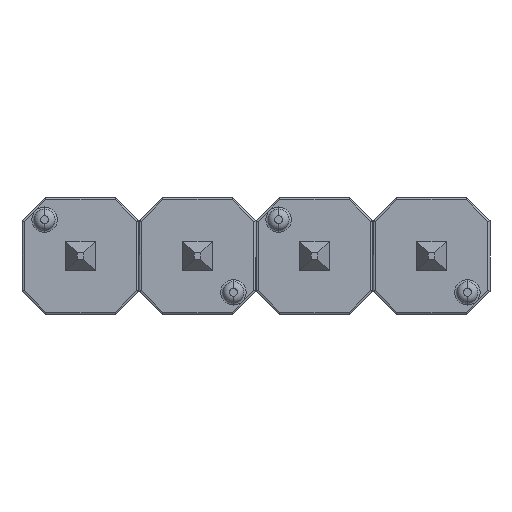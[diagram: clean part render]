
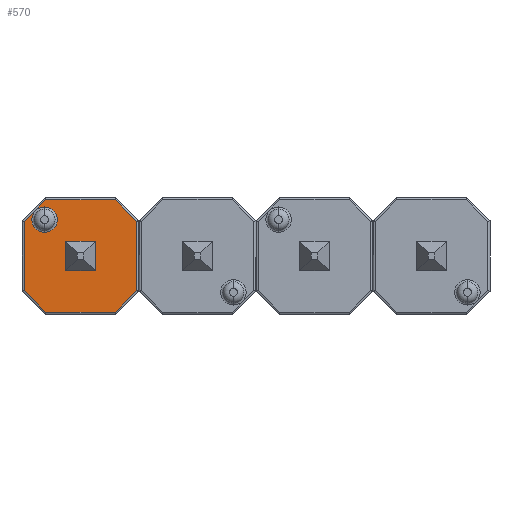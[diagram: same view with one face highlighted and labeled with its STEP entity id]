
A CAD part, front view. The second image highlights one B-rep face of the part: STEP entity #570.
In plain terms, the highlighted planar face has unit normal (0, -1, 0).
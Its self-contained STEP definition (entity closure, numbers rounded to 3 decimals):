
#8 = FACE_OUTER_BOUND ( 'NONE', #817, .T. ) ;
#31 = EDGE_CURVE ( 'NONE', #1420, #220, #384, .T. ) ;
#38 = DIRECTION ( 'NONE',  ( -1., 0., 0. ) ) ;
#41 = FACE_BOUND ( 'NONE', #1193, .T. ) ;
#58 = LINE ( 'NONE', #1018, #600 ) ;
#88 = VECTOR ( 'NONE', #1448, 1000. ) ;
#111 = ORIENTED_EDGE ( 'NONE', *, *, #1123, .T. ) ;
#116 = CARTESIAN_POINT ( 'NONE',  ( -0.78, 0., 0.789 ) ) ;
#120 = DIRECTION ( 'NONE',  ( 0., 0., -1. ) ) ;
#128 = AXIS2_PLACEMENT_3D ( 'NONE', #597, #1356, #710 ) ;
#146 = VERTEX_POINT ( 'NONE', #1061 ) ;
#156 = LINE ( 'NONE', #1159, #1323 ) ;
#220 = VERTEX_POINT ( 'NONE', #471 ) ;
#225 = VECTOR ( 'NONE', #120, 1000. ) ;
#261 = LINE ( 'NONE', #1150, #1423 ) ;
#262 = DIRECTION ( 'NONE',  ( 0., 0., 1. ) ) ;
#280 = EDGE_CURVE ( 'NONE', #878, #387, #943, .T. ) ;
#285 = VERTEX_POINT ( 'NONE', #805 ) ;
#292 = VERTEX_POINT ( 'NONE', #575 ) ;
#304 = LINE ( 'NONE', #354, #225 ) ;
#334 = DIRECTION ( 'NONE',  ( 0., 0., 1. ) ) ;
#344 = VERTEX_POINT ( 'NONE', #1116 ) ;
#350 = PLANE ( 'NONE',  #128 ) ;
#354 = CARTESIAN_POINT ( 'NONE',  ( -1.22, 0., 0. ) ) ;
#370 = DIRECTION ( 'NONE',  ( -0.707, 0., 0.707 ) ) ;
#384 = LINE ( 'NONE', #438, #1245 ) ;
#387 = VERTEX_POINT ( 'NONE', #678 ) ;
#438 = CARTESIAN_POINT ( 'NONE',  ( 0., 0., -1.22 ) ) ;
#471 = CARTESIAN_POINT ( 'NONE',  ( 0.749, 0., -1.22 ) ) ;
#478 = DIRECTION ( 'NONE',  ( 0.707, 0., 0.707 ) ) ;
#527 = CIRCLE ( 'NONE', #1408, 0.277 ) ;
#537 = EDGE_CURVE ( 'NONE', #146, #1188, #1242, .T. ) ;
#551 = ORIENTED_EDGE ( 'NONE', *, *, #31, .T. ) ;
#561 = ORIENTED_EDGE ( 'NONE', *, *, #537, .T. ) ;
#570 = ADVANCED_FACE ( 'NONE', ( #8, #41 ), #350, .F. ) ;
#575 = CARTESIAN_POINT ( 'NONE',  ( 1.22, 0., 0.749 ) ) ;
#580 = EDGE_CURVE ( 'NONE', #220, #1094, #261, .T. ) ;
#589 = DIRECTION ( 'NONE',  ( 0., 1., 0. ) ) ;
#597 = CARTESIAN_POINT ( 'NONE',  ( 0., 0., 0. ) ) ;
#600 = VECTOR ( 'NONE', #334, 1000. ) ;
#606 = EDGE_CURVE ( 'NONE', #387, #344, #304, .T. ) ;
#624 = ORIENTED_EDGE ( 'NONE', *, *, #1355, .T. ) ;
#678 = CARTESIAN_POINT ( 'NONE',  ( -1.22, 0., 0.749 ) ) ;
#689 = CARTESIAN_POINT ( 'NONE',  ( -1.235, 0., 0.735 ) ) ;
#692 = CARTESIAN_POINT ( 'NONE',  ( -0.735, 0., -1.235 ) ) ;
#701 = EDGE_CURVE ( 'NONE', #1094, #292, #58, .T. ) ;
#710 = DIRECTION ( 'NONE',  ( 0., 0., 1. ) ) ;
#717 = ORIENTED_EDGE ( 'NONE', *, *, #280, .T. ) ;
#721 = LINE ( 'NONE', #1173, #1009 ) ;
#768 = EDGE_CURVE ( 'NONE', #1188, #146, #527, .T. ) ;
#805 = CARTESIAN_POINT ( 'NONE',  ( 0.749, 0., 1.22 ) ) ;
#817 = EDGE_LOOP ( 'NONE', ( #826, #717, #1413, #111, #551, #1349, #1213, #624 ) ) ;
#826 = ORIENTED_EDGE ( 'NONE', *, *, #1438, .T. ) ;
#853 = CARTESIAN_POINT ( 'NONE',  ( -0.749, 0., -1.22 ) ) ;
#867 = LINE ( 'NONE', #692, #1181 ) ;
#878 = VERTEX_POINT ( 'NONE', #1331 ) ;
#943 = LINE ( 'NONE', #689, #88 ) ;
#965 = DIRECTION ( 'NONE',  ( 0., 1., 0. ) ) ;
#1009 = VECTOR ( 'NONE', #38, 1000. ) ;
#1018 = CARTESIAN_POINT ( 'NONE',  ( 1.22, 0., 0. ) ) ;
#1061 = CARTESIAN_POINT ( 'NONE',  ( -0.78, 0., 1.066 ) ) ;
#1063 = CARTESIAN_POINT ( 'NONE',  ( -0.78, 0., 0.512 ) ) ;
#1094 = VERTEX_POINT ( 'NONE', #1446 ) ;
#1116 = CARTESIAN_POINT ( 'NONE',  ( -1.22, 0., -0.749 ) ) ;
#1123 = EDGE_CURVE ( 'NONE', #344, #1420, #867, .T. ) ;
#1134 = ORIENTED_EDGE ( 'NONE', *, *, #768, .T. ) ;
#1150 = CARTESIAN_POINT ( 'NONE',  ( 1.235, 0., -0.735 ) ) ;
#1159 = CARTESIAN_POINT ( 'NONE',  ( 0.735, 0., 1.235 ) ) ;
#1173 = CARTESIAN_POINT ( 'NONE',  ( 0., 0., 1.22 ) ) ;
#1181 = VECTOR ( 'NONE', #1450, 1000. ) ;
#1188 = VERTEX_POINT ( 'NONE', #1063 ) ;
#1193 = EDGE_LOOP ( 'NONE', ( #561, #1134 ) ) ;
#1213 = ORIENTED_EDGE ( 'NONE', *, *, #701, .T. ) ;
#1220 = DIRECTION ( 'NONE',  ( 1., 0., 0. ) ) ;
#1223 = AXIS2_PLACEMENT_3D ( 'NONE', #1247, #589, #1353 ) ;
#1242 = CIRCLE ( 'NONE', #1223, 0.277 ) ;
#1245 = VECTOR ( 'NONE', #1220, 1000. ) ;
#1247 = CARTESIAN_POINT ( 'NONE',  ( -0.78, 0., 0.789 ) ) ;
#1323 = VECTOR ( 'NONE', #370, 1000. ) ;
#1331 = CARTESIAN_POINT ( 'NONE',  ( -0.749, 0., 1.22 ) ) ;
#1349 = ORIENTED_EDGE ( 'NONE', *, *, #580, .T. ) ;
#1353 = DIRECTION ( 'NONE',  ( 0., 0., 1. ) ) ;
#1355 = EDGE_CURVE ( 'NONE', #292, #285, #156, .T. ) ;
#1356 = DIRECTION ( 'NONE',  ( 0., 1., 0. ) ) ;
#1408 = AXIS2_PLACEMENT_3D ( 'NONE', #116, #965, #262 ) ;
#1413 = ORIENTED_EDGE ( 'NONE', *, *, #606, .T. ) ;
#1420 = VERTEX_POINT ( 'NONE', #853 ) ;
#1423 = VECTOR ( 'NONE', #478, 1000. ) ;
#1438 = EDGE_CURVE ( 'NONE', #285, #878, #721, .T. ) ;
#1446 = CARTESIAN_POINT ( 'NONE',  ( 1.22, 0., -0.749 ) ) ;
#1448 = DIRECTION ( 'NONE',  ( -0.707, 0., -0.707 ) ) ;
#1450 = DIRECTION ( 'NONE',  ( 0.707, 0., -0.707 ) ) ;
